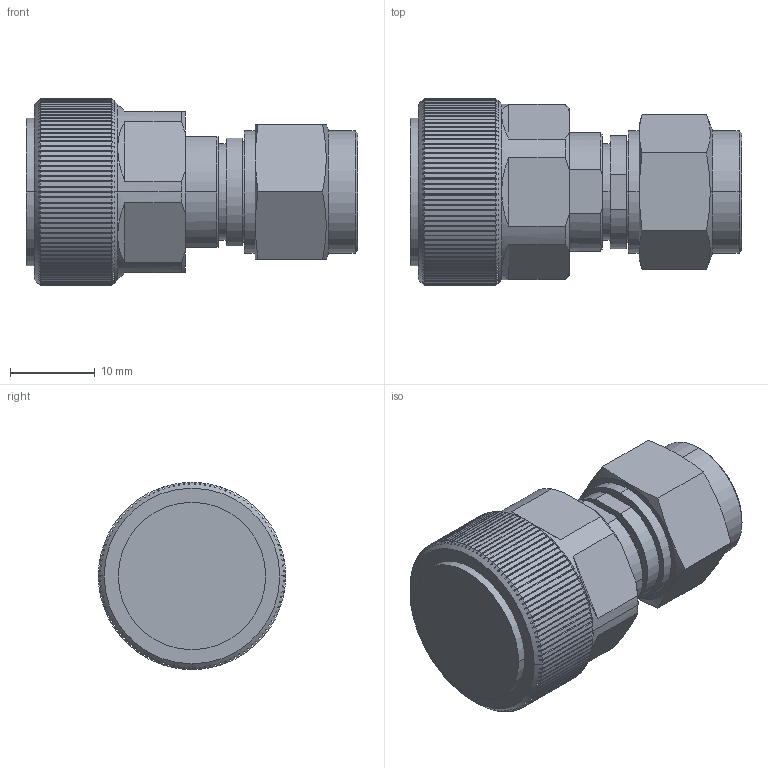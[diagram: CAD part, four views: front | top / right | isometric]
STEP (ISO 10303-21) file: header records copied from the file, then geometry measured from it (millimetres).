
FILE_DESCRIPTION (( 'STEP AP203' ), '1' );
FILE_NAME ('FMAD1291_3D.STEP', '2022-03-18T22:34:43', ( '' ), ( '' ), 'SwSTEP 2.0', 'SolidWorks 2021', '' );
FILE_SCHEMA (( 'CONFIG_CONTROL_DESIGN' ));
Length unit declared in the file: inch
Products named in the file (3): Copy of 7 mm for adapter^FMAD1291; Copy of Precision TNC male for adapter^FMAD1291; FMAD1291_3D
Assembly tree (2 placements, depth 2):
  FMAD1291_3D
    Copy of 7 mm for adapter^FMAD1291
    Copy of Precision TNC male for adapter^FMAD1291
Bounding box: 39.02 x 22.05 x 22.05 mm (x, y, z)
Volume: 12532.4 mm3; surface area: 5956.2 mm2
Topology: 3 solids, 3 shells, 590 faces, 1652 edges, 1086 vertices
Faces by surface type: plane 268, cylinder 264, cone 56, torus 2
Entity records: 19967 total; most frequent: CARTESIAN_POINT 4853, ORIENTED_EDGE 3304, DIRECTION 2958, EDGE_CURVE 1652, AXIS2_PLACEMENT_3D 1191, VERTEX_POINT 1086, EDGE_LOOP 608, CIRCLE 596
